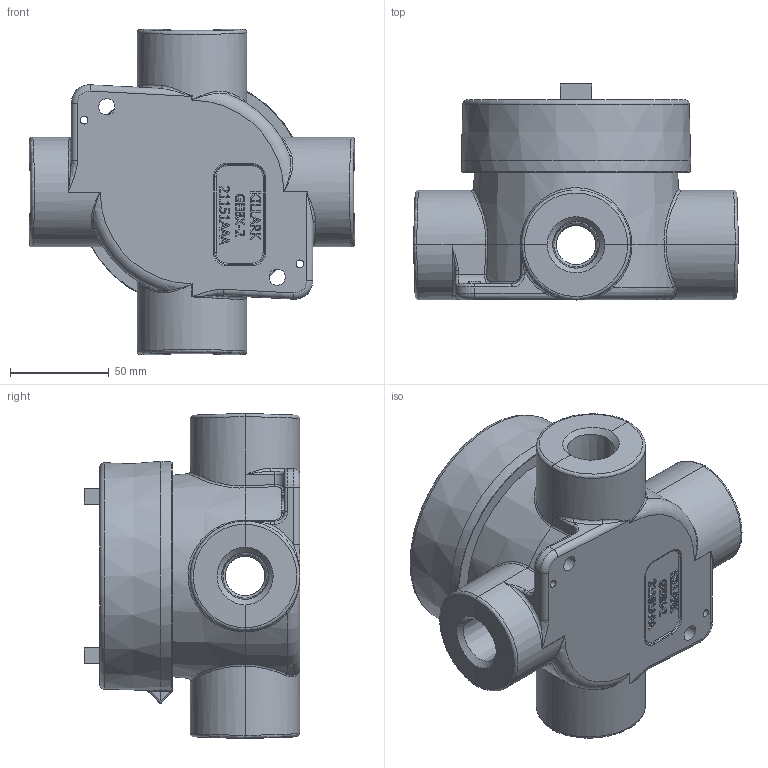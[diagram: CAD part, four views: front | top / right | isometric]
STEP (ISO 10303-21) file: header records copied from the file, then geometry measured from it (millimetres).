
FILE_DESCRIPTION(/* description */ (''),/* implementation_level */ '2;1');
FILE_NAME(/* name */ 'KIL_GEBX-2.stp',/* time_stamp */ '2021-02-11T14:20:34+06:00',/* author */ ('kr'),/* organization */ (''),/* preprocessor_version */ 'ST-DEVELOPER v18',/* originating_system */ 'Autodesk Inventor 2020',/* authorisation */ '');
FILE_SCHEMA (('AUTOMOTIVE_DESIGN { 1 0 10303 214 3 1 1 }'));
Length unit declared in the file: inch
Products named in the file (3): GEBT-25; 21151; 21147-override
Assembly tree (2 placements, depth 2):
  GEBT-25
    21151
    21147-override
Bounding box: 165.1 x 109.47 x 165.1 mm (x, y, z)
Volume: 758403.2 mm3; surface area: 143221.3 mm2
Topology: 2 solids, 2 shells, 871 faces, 2273 edges, 1429 vertices
Faces by surface type: plane 419, bspline 272, cylinder 99, torus 52, cone 19, sphere 10
Full cylindrical faces by diameter (mm): 3.886 x2, 8.153 x2, 20.117 x4, 97.104 x1, 102.743 x1
Entity records: 55625 total; most frequent: CARTESIAN_POINT 35796, ORIENTED_EDGE 4510, DIRECTION 3358, EDGE_CURVE 2255, VERTEX_POINT 1433, LINE 1288, VECTOR 1288, AXIS2_PLACEMENT_3D 1035
